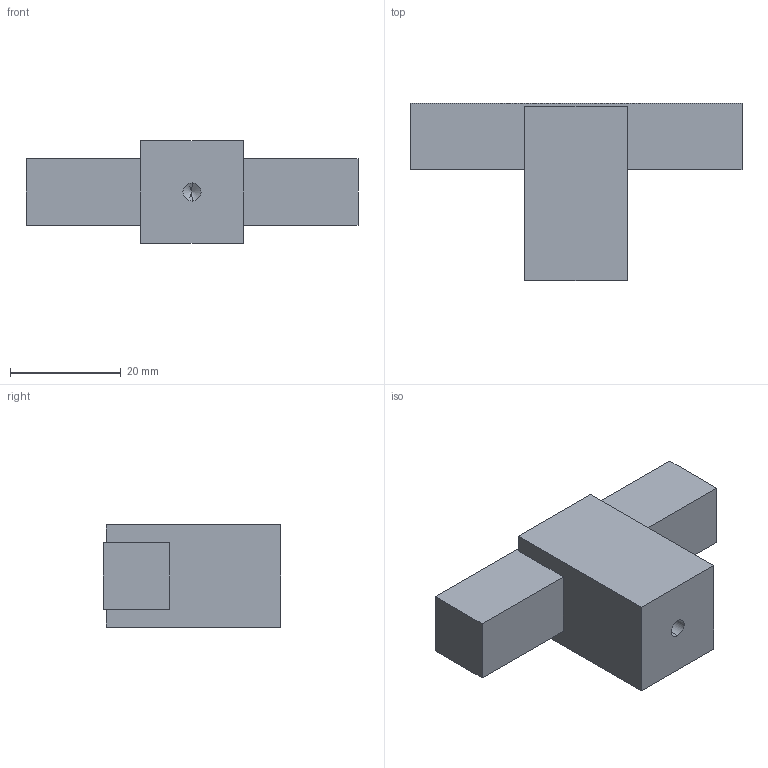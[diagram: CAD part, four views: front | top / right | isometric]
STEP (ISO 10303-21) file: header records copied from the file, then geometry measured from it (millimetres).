
FILE_DESCRIPTION (( 'STEP AP214' ), '1' );
FILE_NAME ('F004978_3D.step', '2022-08-15T13:41:04', ( '' ), ( '' ), 'SwSTEP 2.0', 'SolidWorks 2020', '' );
FILE_SCHEMA (( 'AUTOMOTIVE_DESIGN' ));
Length unit declared in the file: millimetre
Products named in the file (1): F004978_3D
Bounding box: 60 x 32 x 18.5 mm (x, y, z)
Volume: 16749.6 mm3; surface area: 5179.4 mm2
Topology: 1 solids, 1 shells, 18 faces, 46 edges, 29 vertices
Faces by surface type: plane 14, cylinder 2, cone 2
Entity records: 580 total; most frequent: CARTESIAN_POINT 92, ORIENTED_EDGE 88, DIRECTION 86, EDGE_CURVE 44, LINE 40, VECTOR 40, VERTEX_POINT 29, AXIS2_PLACEMENT_3D 23
